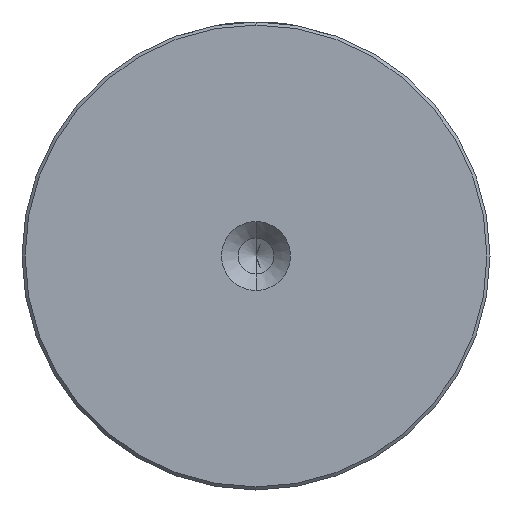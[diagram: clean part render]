
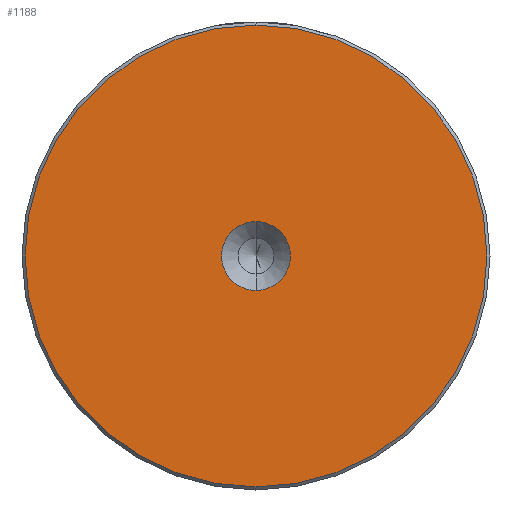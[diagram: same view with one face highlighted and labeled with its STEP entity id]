
A CAD part, left-side view. The second image highlights one B-rep face of the part: STEP entity #1188.
In plain terms, the highlighted planar face has unit normal (-1, 0, 0).
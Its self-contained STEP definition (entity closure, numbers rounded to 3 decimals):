
#13 = EDGE_LOOP ( 'NONE', ( #1993, #291 ) ) ;
#42 = EDGE_LOOP ( 'NONE', ( #2134, #1600 ) ) ;
#118 = AXIS2_PLACEMENT_3D ( 'NONE', #890, #708, #539 ) ;
#140 = DIRECTION ( 'NONE',  ( 0., 0., 1. ) ) ;
#162 = CARTESIAN_POINT ( 'NONE',  ( 0., 0., -37.5 ) ) ;
#216 = AXIS2_PLACEMENT_3D ( 'NONE', #2463, #1298, #140 ) ;
#247 = CARTESIAN_POINT ( 'NONE',  ( 0., 0., 37.5 ) ) ;
#291 = ORIENTED_EDGE ( 'NONE', *, *, #2107, .T. ) ;
#357 = DIRECTION ( 'NONE',  ( -1., 0., 0. ) ) ;
#361 = PLANE ( 'NONE',  #1466 ) ;
#491 = DIRECTION ( 'NONE',  ( -1., 0., 0. ) ) ;
#539 = DIRECTION ( 'NONE',  ( 0., 0., 1. ) ) ;
#561 = DIRECTION ( 'NONE',  ( -1., 0., 0. ) ) ;
#581 = VERTEX_POINT ( 'NONE', #740 ) ;
#708 = DIRECTION ( 'NONE',  ( -1., 0., 0. ) ) ;
#713 = CARTESIAN_POINT ( 'NONE',  ( 0., 0., -5.6 ) ) ;
#740 = CARTESIAN_POINT ( 'NONE',  ( 0., 0., 5.6 ) ) ;
#768 = CIRCLE ( 'NONE', #1200, 5.6 ) ;
#797 = EDGE_CURVE ( 'NONE', #2132, #929, #1985, .T. ) ;
#855 = FACE_BOUND ( 'NONE', #42, .T. ) ;
#890 = CARTESIAN_POINT ( 'NONE',  ( 0., 0., 0. ) ) ;
#929 = VERTEX_POINT ( 'NONE', #247 ) ;
#1188 = ADVANCED_FACE ( 'NONE', ( #1369, #855 ), #361, .T. ) ;
#1200 = AXIS2_PLACEMENT_3D ( 'NONE', #1659, #491, #1855 ) ;
#1298 = DIRECTION ( 'NONE',  ( -1., 0., 0. ) ) ;
#1312 = CARTESIAN_POINT ( 'NONE',  ( 0., 0., 0. ) ) ;
#1369 = FACE_OUTER_BOUND ( 'NONE', #13, .T. ) ;
#1466 = AXIS2_PLACEMENT_3D ( 'NONE', #1312, #561, #1918 ) ;
#1525 = CARTESIAN_POINT ( 'NONE',  ( 0., 0., 0. ) ) ;
#1600 = ORIENTED_EDGE ( 'NONE', *, *, #1671, .F. ) ;
#1616 = CIRCLE ( 'NONE', #216, 5.6 ) ;
#1659 = CARTESIAN_POINT ( 'NONE',  ( 0., 0., 0. ) ) ;
#1663 = VERTEX_POINT ( 'NONE', #713 ) ;
#1671 = EDGE_CURVE ( 'NONE', #1663, #581, #1616, .T. ) ;
#1718 = DIRECTION ( 'NONE',  ( 0., 0., 1. ) ) ;
#1767 = AXIS2_PLACEMENT_3D ( 'NONE', #1525, #357, #1718 ) ;
#1855 = DIRECTION ( 'NONE',  ( 0., 0., 1. ) ) ;
#1918 = DIRECTION ( 'NONE',  ( 0., 0., 1. ) ) ;
#1965 = EDGE_CURVE ( 'NONE', #581, #1663, #768, .T. ) ;
#1985 = CIRCLE ( 'NONE', #118, 37.5 ) ;
#1993 = ORIENTED_EDGE ( 'NONE', *, *, #797, .T. ) ;
#2107 = EDGE_CURVE ( 'NONE', #929, #2132, #2518, .T. ) ;
#2132 = VERTEX_POINT ( 'NONE', #162 ) ;
#2134 = ORIENTED_EDGE ( 'NONE', *, *, #1965, .F. ) ;
#2463 = CARTESIAN_POINT ( 'NONE',  ( 0., 0., 0. ) ) ;
#2518 = CIRCLE ( 'NONE', #1767, 37.5 ) ;
